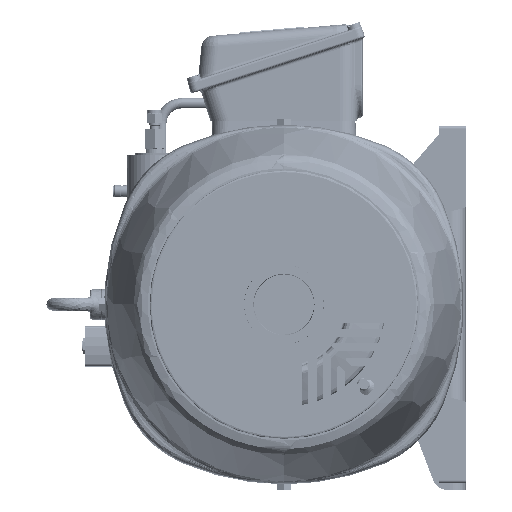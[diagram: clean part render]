
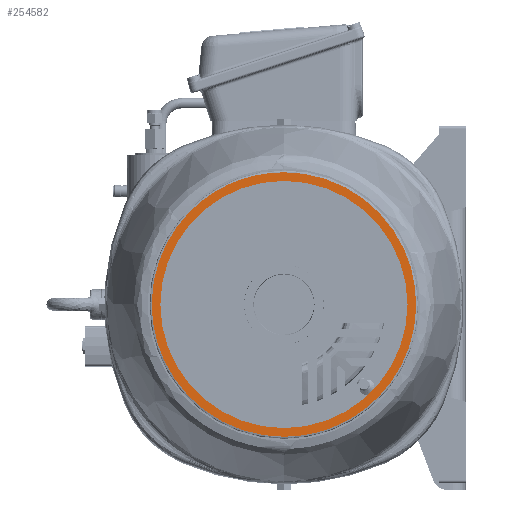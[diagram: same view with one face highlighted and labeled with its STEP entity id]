
A CAD part, left-side view. The second image highlights one B-rep face of the part: STEP entity #254582.
In plain terms, the highlighted face is planar.
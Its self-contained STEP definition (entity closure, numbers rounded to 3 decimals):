
#4031 = DIRECTION ( 'NONE',  ( 1., 0., 0. ) ) ;
#18044 = CIRCLE ( 'NONE', #32045, 121. ) ;
#32045 = AXIS2_PLACEMENT_3D ( 'NONE', #205171, #374743, #303007 ) ;
#33244 = VERTEX_POINT ( 'NONE', #273908 ) ;
#35725 = VERTEX_POINT ( 'NONE', #340326 ) ;
#44232 = DIRECTION ( 'NONE',  ( 0., 0., -1. ) ) ;
#51683 = CARTESIAN_POINT ( 'NONE',  ( 129.465, 0., -312.1 ) ) ;
#64575 = ORIENTED_EDGE ( 'NONE', *, *, #85091, .F. ) ;
#73928 = ORIENTED_EDGE ( 'NONE', *, *, #214520, .F. ) ;
#74618 = ORIENTED_EDGE ( 'NONE', *, *, #416160, .F. ) ;
#76798 = CARTESIAN_POINT ( 'NONE',  ( 0., 0., -312.1 ) ) ;
#81667 = VERTEX_POINT ( 'NONE', #414488 ) ;
#85091 = EDGE_CURVE ( 'NONE', #81667, #208832, #18044, .T. ) ;
#93322 = FACE_OUTER_BOUND ( 'NONE', #174393, .T. ) ;
#144337 =( BOUNDED_CURVE ( )  B_SPLINE_CURVE ( 3, ( #277873, #212657, #216934, #345320 ),
 .UNSPECIFIED., .F., .F. ) 
 B_SPLINE_CURVE_WITH_KNOTS ( ( 4, 4 ),
 ( 0., 1. ),
 .UNSPECIFIED. ) 
 CURVE ( )  GEOMETRIC_REPRESENTATION_ITEM ( )  RATIONAL_B_SPLINE_CURVE ( ( 1., 0.333, 0.333, 1. ) ) 
 REPRESENTATION_ITEM ( '' )  );
#147337 = CARTESIAN_POINT ( 'NONE',  ( -129.465, 258.931, -312.1 ) ) ;
#149455 = CARTESIAN_POINT ( 'NONE',  ( 129.465, 258.931, -312.1 ) ) ;
#174393 = EDGE_LOOP ( 'NONE', ( #367498, #73928 ) ) ;
#178640 = AXIS2_PLACEMENT_3D ( 'NONE', #301769, #430284, #4031 ) ;
#205171 = CARTESIAN_POINT ( 'NONE',  ( 0., 0., -312.1 ) ) ;
#208832 = VERTEX_POINT ( 'NONE', #337652 ) ;
#212657 = CARTESIAN_POINT ( 'NONE',  ( -129.465, -258.931, -312.1 ) ) ;
#214520 = EDGE_CURVE ( 'NONE', #33244, #35725, #371810, .T. ) ;
#216934 = CARTESIAN_POINT ( 'NONE',  ( 129.465, -258.931, -312.1 ) ) ;
#234987 = CIRCLE ( 'NONE', #325413, 121. ) ;
#254582 = ADVANCED_FACE ( 'NONE', ( #299659, #93322 ), #334476, .F. ) ;
#273908 = CARTESIAN_POINT ( 'NONE',  ( 129.465, 0., -312.1 ) ) ;
#275158 = EDGE_LOOP ( 'NONE', ( #64575, #74618 ) ) ;
#277873 = CARTESIAN_POINT ( 'NONE',  ( -129.465, 0., -312.1 ) ) ;
#299659 = FACE_BOUND ( 'NONE', #275158, .T. ) ;
#301769 = CARTESIAN_POINT ( 'NONE',  ( 0., 121., -312.1 ) ) ;
#303007 = DIRECTION ( 'NONE',  ( 1., 0., 0. ) ) ;
#309329 = DIRECTION ( 'NONE',  ( 1., 0., 0. ) ) ;
#325413 = AXIS2_PLACEMENT_3D ( 'NONE', #76798, #44232, #309329 ) ;
#334476 = PLANE ( 'NONE',  #178640 ) ;
#337652 = CARTESIAN_POINT ( 'NONE',  ( -121., 0., -312.1 ) ) ;
#340326 = CARTESIAN_POINT ( 'NONE',  ( -129.465, 0., -312.1 ) ) ;
#345320 = CARTESIAN_POINT ( 'NONE',  ( 129.465, 0., -312.1 ) ) ;
#357411 = EDGE_CURVE ( 'NONE', #35725, #33244, #144337, .T. ) ;
#367498 = ORIENTED_EDGE ( 'NONE', *, *, #357411, .F. ) ;
#371810 =( BOUNDED_CURVE ( )  B_SPLINE_CURVE ( 3, ( #51683, #149455, #147337, #379977 ),
 .UNSPECIFIED., .F., .F. ) 
 B_SPLINE_CURVE_WITH_KNOTS ( ( 4, 4 ),
 ( 0., 1. ),
 .UNSPECIFIED. ) 
 CURVE ( )  GEOMETRIC_REPRESENTATION_ITEM ( )  RATIONAL_B_SPLINE_CURVE ( ( 1., 0.333, 0.333, 1. ) ) 
 REPRESENTATION_ITEM ( '' )  );
#374743 = DIRECTION ( 'NONE',  ( 0., 0., -1. ) ) ;
#379977 = CARTESIAN_POINT ( 'NONE',  ( -129.465, 0., -312.1 ) ) ;
#414488 = CARTESIAN_POINT ( 'NONE',  ( 121., 0., -312.1 ) ) ;
#416160 = EDGE_CURVE ( 'NONE', #208832, #81667, #234987, .T. ) ;
#430284 = DIRECTION ( 'NONE',  ( 0., 0., 1. ) ) ;
